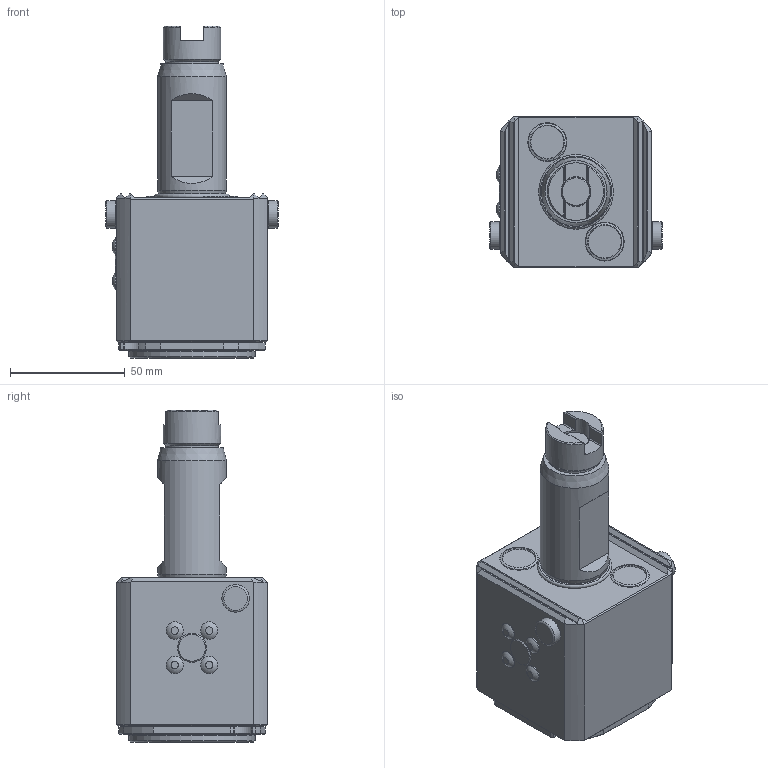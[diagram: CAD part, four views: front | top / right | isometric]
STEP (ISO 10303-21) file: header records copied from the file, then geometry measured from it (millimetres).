
FILE_DESCRIPTION(/* description */ (''),/* implementation_level */ '2;1');
FILE_NAME(/* name */ '1617966479970.stp',/* time_stamp */ '2021-04-09T13:08:05+02:00',/* author */ (''),/* organization */ ('SMS'),/* preprocessor_version */ 'ST-DEVELOPER v16.7',/* originating_system */ 'SIEMENS PLM Software NX 12.0',/* authorisation */ '');
FILE_SCHEMA (('AUTOMOTIVE_DESIGN { 1 0 10303 214 3 1 1 1 }'));
Length unit declared in the file: millimetre
Products named in the file (1): 203469406mod000_00
Bounding box: 75 x 66 x 144.5 mm (x, y, z)
Volume: 325232.4 mm3; surface area: 37934.5 mm2
Topology: 1 solids, 1 shells, 169 faces, 396 edges, 258 vertices
Faces by surface type: plane 91, cylinder 35, cone 29, torus 9, sphere 4, bspline 1
Full cylindrical faces by diameter (mm): 2 x1, 7.6 x4, 10.6 x2, 12 x2, 12.5 x1, 13 x1, 16.9 x2, 23 x1, 25 x1, 30 x1, 35.5 x1, 54.8 x1, 55 x1
Entity records: 4897 total; most frequent: CARTESIAN_POINT 1294, DIRECTION 730, ORIENTED_EDGE 662, EDGE_CURVE 331, AXIS2_PLACEMENT_3D 298, EDGE_LOOP 242, VERTEX_POINT 237, ADVANCED_FACE 169
